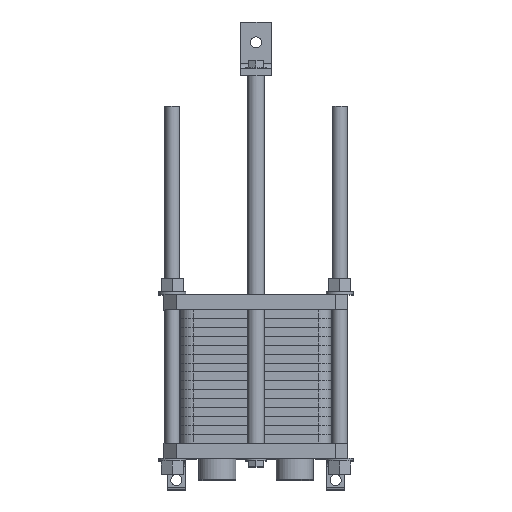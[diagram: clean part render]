
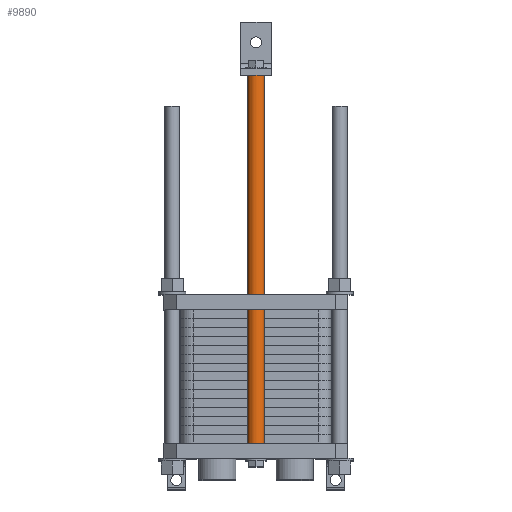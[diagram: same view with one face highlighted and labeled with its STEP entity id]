
A CAD part, top view. The second image highlights one B-rep face of the part: STEP entity #9890.
In plain terms, the highlighted cylindrical face has radius 14 mm (diameter 28 mm), a full revolution.
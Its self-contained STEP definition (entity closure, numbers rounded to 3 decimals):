
#3556=FACE_BOUND('',#4491,.T.);
#3639=CYLINDRICAL_SURFACE('',#10478,14.);
#3945=FACE_OUTER_BOUND('',#4490,.T.);
#4490=EDGE_LOOP('',(#8174));
#4491=EDGE_LOOP('',(#8175));
#4864=CIRCLE('',#10437,14.);
#4871=CIRCLE('',#10464,14.);
#5648=VERTEX_POINT('',#15318);
#5683=VERTEX_POINT('',#15420);
#6522=EDGE_CURVE('',#5648,#5648,#4864,.T.);
#6569=EDGE_CURVE('',#5683,#5683,#4871,.T.);
#8174=ORIENTED_EDGE('',*,*,#6522,.F.);
#8175=ORIENTED_EDGE('',*,*,#6569,.F.);
#9890=ADVANCED_FACE('',(#3945,#3556),#3639,.T.);
#10437=AXIS2_PLACEMENT_3D('',#15319,#12109,#12110);
#10464=AXIS2_PLACEMENT_3D('',#15421,#12203,#12204);
#10478=AXIS2_PLACEMENT_3D('',#15463,#12247,#12248);
#12109=DIRECTION('center_axis',(0.,-1.,0.));
#12110=DIRECTION('ref_axis',(-1.,0.,0.));
#12203=DIRECTION('center_axis',(0.,1.,0.));
#12204=DIRECTION('ref_axis',(-1.,0.,0.));
#12247=DIRECTION('center_axis',(0.,1.,0.));
#12248=DIRECTION('ref_axis',(-1.,0.,0.));
#15318=CARTESIAN_POINT('',(14.,0.,873.));
#15319=CARTESIAN_POINT('Origin',(0.,0.,
873.));
#15420=CARTESIAN_POINT('',(14.,600.,873.));
#15421=CARTESIAN_POINT('Origin',(0.,600.,873.));
#15463=CARTESIAN_POINT('Origin',(0.,0.,
873.));
